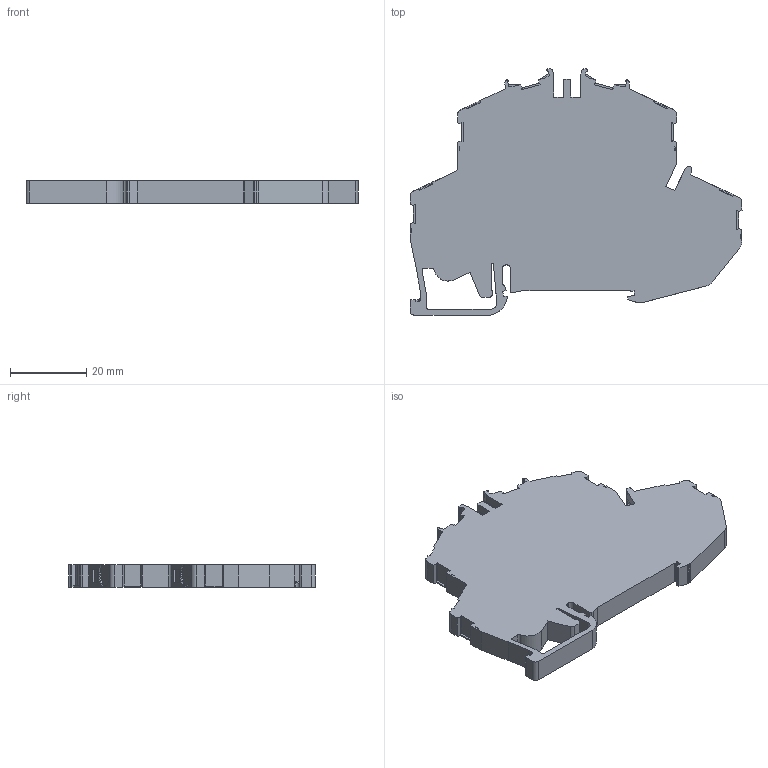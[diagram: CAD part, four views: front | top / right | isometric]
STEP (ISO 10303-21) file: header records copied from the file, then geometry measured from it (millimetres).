
FILE_DESCRIPTION (( 'STEP AP214' ), '1' );
FILE_NAME ('307579_PYK 4-2F_Grey.STP', '2014-01-17T09:24:45', ( 'arge' ), ( 'Microsoft' ), 'SwSTEP 2.0', 'SolidWorks 2013', '' );
FILE_SCHEMA (( 'AUTOMOTIVE_DESIGN' ));
Length unit declared in the file: millimetre
Products named in the file (1): 307579_PYK 4-2F_Grey
Bounding box: 86.84 x 64.36 x 5.95 mm (x, y, z)
Volume: 22058.1 mm3; surface area: 10138.7 mm2
Topology: 1 solids, 1 shells, 384 faces, 1098 edges, 724 vertices
Faces by surface type: plane 244, cylinder 124, cone 12, bspline 4
Entity records: 16383 total; most frequent: CARTESIAN_POINT 2566, ORIENTED_EDGE 2196, DIRECTION 2026, EDGE_CURVE 1098, LINE 788, VECTOR 788, VERTEX_POINT 724, AXIS2_PLACEMENT_3D 619
